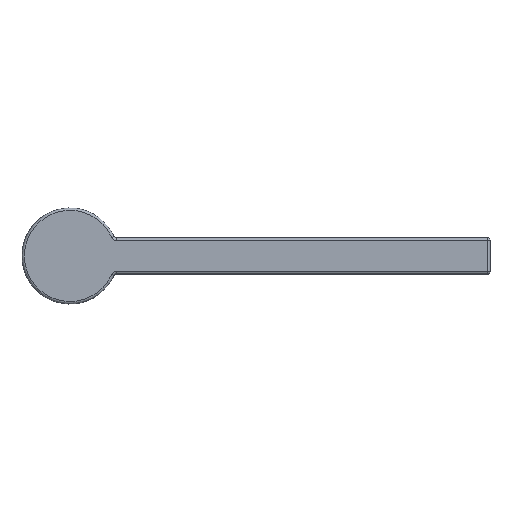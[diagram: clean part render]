
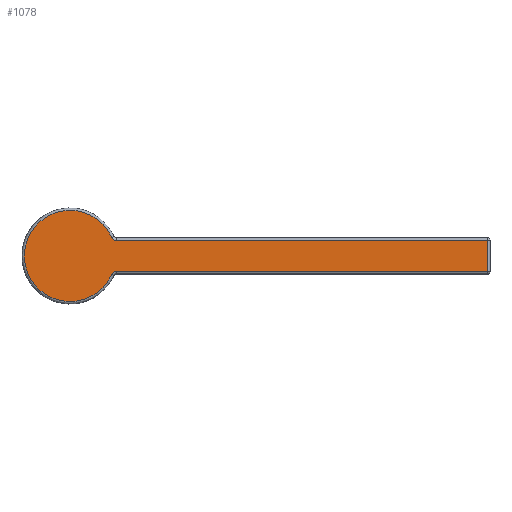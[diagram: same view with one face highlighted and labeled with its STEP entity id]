
A CAD part, top view. The second image highlights one B-rep face of the part: STEP entity #1078.
In plain terms, the highlighted planar face has unit normal (0, 0, 1).
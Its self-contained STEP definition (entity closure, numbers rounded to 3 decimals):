
#23=PLANE('',#1198);
#50=LINE('',#4535,#80);
#52=LINE('',#4538,#82);
#56=LINE('',#4544,#86);
#80=VECTOR('',#1441,10.);
#82=VECTOR('',#1445,10.);
#86=VECTOR('',#1453,10.);
#181=FACE_OUTER_BOUND('',#251,.T.);
#251=EDGE_LOOP('',(#910,#911,#912,#913,#914,#915));
#299=CIRCLE('',#1129,4.);
#306=CIRCLE('',#1138,4.);
#309=CIRCLE('',#1142,38.);
#464=VERTEX_POINT('',#4066);
#465=VERTEX_POINT('',#4068);
#467=VERTEX_POINT('',#4073);
#471=VERTEX_POINT('',#4082);
#472=VERTEX_POINT('',#4084);
#475=VERTEX_POINT('',#4185);
#584=EDGE_CURVE('',#464,#465,#299,.T.);
#591=EDGE_CURVE('',#471,#472,#306,.T.);
#594=EDGE_CURVE('',#465,#471,#309,.T.);
#650=EDGE_CURVE('',#472,#475,#50,.T.);
#652=EDGE_CURVE('',#475,#467,#52,.T.);
#656=EDGE_CURVE('',#467,#464,#56,.T.);
#910=ORIENTED_EDGE('',*,*,#591,.F.);
#911=ORIENTED_EDGE('',*,*,#594,.F.);
#912=ORIENTED_EDGE('',*,*,#584,.F.);
#913=ORIENTED_EDGE('',*,*,#656,.F.);
#914=ORIENTED_EDGE('',*,*,#652,.F.);
#915=ORIENTED_EDGE('',*,*,#650,.F.);
#1078=ADVANCED_FACE('',(#181),#23,.T.);
#1129=AXIS2_PLACEMENT_3D('',#4069,#1289,#1290);
#1138=AXIS2_PLACEMENT_3D('',#4085,#1307,#1308);
#1142=AXIS2_PLACEMENT_3D('',#4089,#1315,#1316);
#1198=AXIS2_PLACEMENT_3D('',#4546,#1455,#1456);
#1289=DIRECTION('center_axis',(0.,0.,1.));
#1290=DIRECTION('ref_axis',(-0.546,0.838,0.));
#1307=DIRECTION('center_axis',(0.,0.,1.));
#1308=DIRECTION('ref_axis',(-0.546,-0.838,0.));
#1315=DIRECTION('center_axis',(0.,0.,-1.));
#1316=DIRECTION('ref_axis',(-1.,0.,0.));
#1441=DIRECTION('',(1.,0.,0.));
#1445=DIRECTION('',(0.,-1.,0.));
#1453=DIRECTION('',(-1.,0.,0.));
#1455=DIRECTION('center_axis',(0.,0.,1.));
#1456=DIRECTION('ref_axis',(1.,0.,0.));
#4066=CARTESIAN_POINT('',(-136.594,-13.,20.));
#4068=CARTESIAN_POINT('',(-140.252,-15.381,20.));
#4069=CARTESIAN_POINT('Origin',(-136.594,-17.,20.));
#4073=CARTESIAN_POINT('',(173.,-13.,20.));
#4082=CARTESIAN_POINT('',(-140.252,15.381,20.));
#4084=CARTESIAN_POINT('',(-136.594,13.,20.));
#4085=CARTESIAN_POINT('Origin',(-136.594,17.,20.));
#4089=CARTESIAN_POINT('Origin',(-175.,0.,20.));
#4185=CARTESIAN_POINT('',(173.,13.,20.));
#4535=CARTESIAN_POINT('',(87.5,13.,20.));
#4538=CARTESIAN_POINT('',(173.,-7.5,20.));
#4544=CARTESIAN_POINT('',(-87.5,-13.,20.));
#4546=CARTESIAN_POINT('Origin',(0.,0.,
20.));
